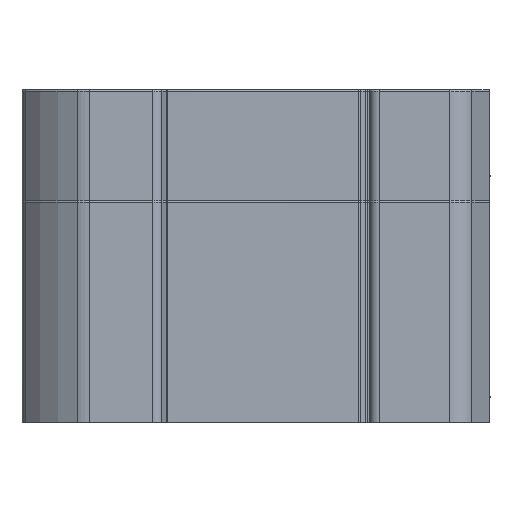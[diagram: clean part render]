
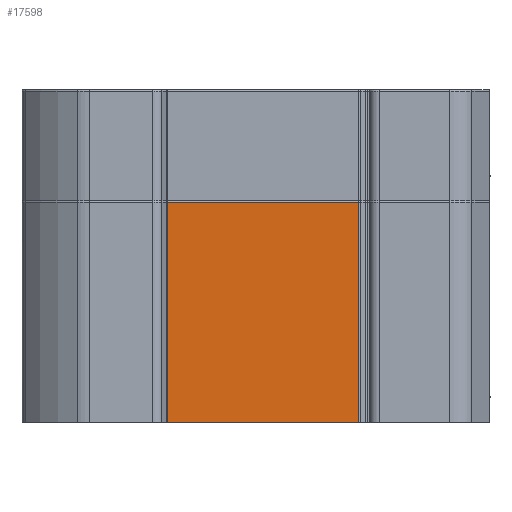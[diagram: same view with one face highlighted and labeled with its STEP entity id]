
A CAD part, front view. The second image highlights one B-rep face of the part: STEP entity #17598.
In plain terms, the highlighted planar face has unit normal (0, -1, 0).
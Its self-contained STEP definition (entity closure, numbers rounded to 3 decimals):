
#4309 = PLANE ( 'NONE',  #20113 ) ;
#4311 = CARTESIAN_POINT ( 'NONE',  ( 13.9, -47.654, 8.75 ) ) ;
#4313 = DIRECTION ( 'NONE',  ( 0., 1., 0. ) ) ;
#4314 = DIRECTION ( 'NONE',  ( -1., 0., 0. ) ) ;
#4461 = FACE_OUTER_BOUND ( 'NONE', #48567, .T. ) ;
#4828 = LINE ( 'NONE', #30355, #9906 ) ;
#4829 = LINE ( 'NONE', #30357, #9907 ) ;
#4830 = LINE ( 'NONE', #30359, #9909 ) ;
#4949 = LINE ( 'NONE', #13226, #10139 ) ;
#9906 = VECTOR ( 'NONE', #30356, 1000. ) ;
#9907 = VECTOR ( 'NONE', #30358, 1000. ) ;
#9909 = VECTOR ( 'NONE', #30360, 1000. ) ;
#10139 = VECTOR ( 'NONE', #13227, 1000. ) ;
#13226 = CARTESIAN_POINT ( 'NONE',  ( 13.9, -47.654, -26.25 ) ) ;
#13227 = DIRECTION ( 'NONE',  ( 1., 0., 0. ) ) ;
#15744 = CARTESIAN_POINT ( 'NONE',  ( -17.526, -47.654, -26.25 ) ) ;
#15745 = CARTESIAN_POINT ( 'NONE',  ( 13.9, -47.654, -26.25 ) ) ;
#17598 = ADVANCED_FACE ( 'NONE', ( #4461 ), #4309, .F. ) ;
#20113 = AXIS2_PLACEMENT_3D ( 'NONE', #4311, #4313, #4314 ) ;
#21654 = EDGE_CURVE ( 'NONE', #51430, #22142, #4828, .T. ) ;
#21655 = EDGE_CURVE ( 'NONE', #51433, #51430, #4829, .T. ) ;
#21656 = EDGE_CURVE ( 'NONE', #51433, #22143, #4830, .T. ) ;
#22142 = VERTEX_POINT ( 'NONE', #15744 ) ;
#22143 = VERTEX_POINT ( 'NONE', #15745 ) ;
#24489 = EDGE_CURVE ( 'NONE', #22142, #22143, #4949, .T. ) ;
#30355 = CARTESIAN_POINT ( 'NONE',  ( -17.526, -47.654, 8.75 ) ) ;
#30356 = DIRECTION ( 'NONE',  ( 0., 0., -1. ) ) ;
#30357 = CARTESIAN_POINT ( 'NONE',  ( 13.9, -47.654, 8.5 ) ) ;
#30358 = DIRECTION ( 'NONE',  ( -1., 0., 0. ) ) ;
#30359 = CARTESIAN_POINT ( 'NONE',  ( 13.9, -47.654, 8.75 ) ) ;
#30360 = DIRECTION ( 'NONE',  ( 0., 0., -1. ) ) ;
#32313 = ORIENTED_EDGE ( 'NONE', *, *, #21656, .F. ) ;
#32314 = ORIENTED_EDGE ( 'NONE', *, *, #21654, .T. ) ;
#32315 = ORIENTED_EDGE ( 'NONE', *, *, #21655, .T. ) ;
#32316 = ORIENTED_EDGE ( 'NONE', *, *, #24489, .T. ) ;
#35282 = CARTESIAN_POINT ( 'NONE',  ( -17.526, -47.654, 8.5 ) ) ;
#35285 = CARTESIAN_POINT ( 'NONE',  ( 13.9, -47.654, 8.5 ) ) ;
#48567 = EDGE_LOOP ( 'NONE', ( #32313, #32315, #32314, #32316 ) ) ;
#51430 = VERTEX_POINT ( 'NONE', #35282 ) ;
#51433 = VERTEX_POINT ( 'NONE', #35285 ) ;
